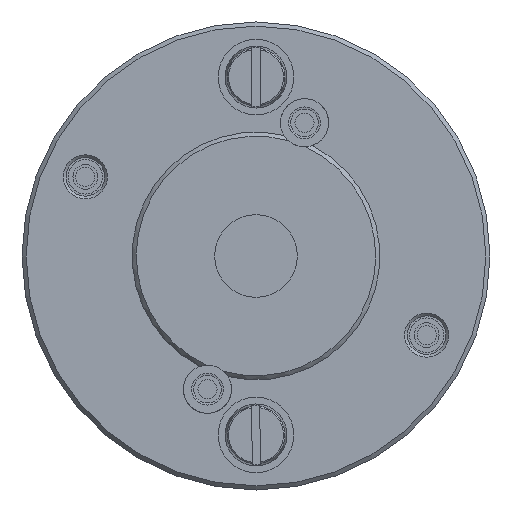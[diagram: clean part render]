
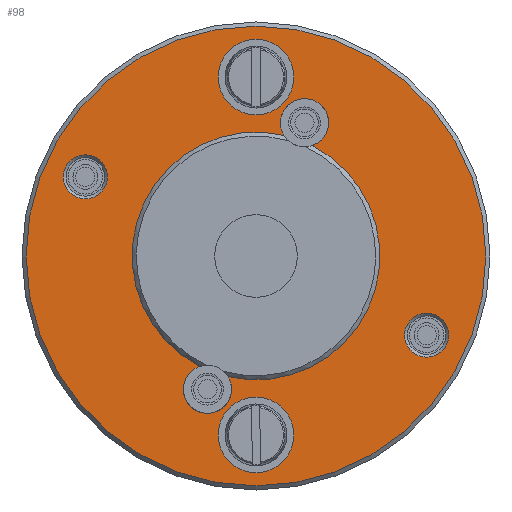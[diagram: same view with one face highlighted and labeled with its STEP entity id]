
A CAD part, left-side view. The second image highlights one B-rep face of the part: STEP entity #98.
In plain terms, the highlighted planar face has unit normal (-1, 0, 0).
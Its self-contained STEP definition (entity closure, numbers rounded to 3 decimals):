
#39 = CIRCLE ( 'NONE', #265, 16.7 ) ;
#85 = ORIENTED_EDGE ( 'NONE', *, *, #2244, .F. ) ;
#98 = ADVANCED_FACE ( 'Defeature ausgef�hrt1_5', ( #1286, #1277, #1274, #1265, #1262, #1250 ), #1248, .T. ) ;
#111 = DIRECTION ( 'NONE',  ( 0., 0., -1. ) ) ;
#122 = DIRECTION ( 'NONE',  ( -1., 0., 0. ) ) ;
#124 = CARTESIAN_POINT ( 'NONE',  ( -8.9, 0., 0. ) ) ;
#196 = DIRECTION ( 'NONE',  ( 0., 0., -1. ) ) ;
#208 = CARTESIAN_POINT ( 'NONE',  ( -8.9, 3.523, -9.679 ) ) ;
#212 = DIRECTION ( 'NONE',  ( -1., 0., 0. ) ) ;
#232 = ORIENTED_EDGE ( 'NONE', *, *, #1942, .F. ) ;
#244 = EDGE_LOOP ( 'NONE', ( #2155 ) ) ;
#265 = AXIS2_PLACEMENT_3D ( 'NONE', #124, #122, #111 ) ;
#312 = VERTEX_POINT ( 'NONE', #559 ) ;
#371 = AXIS2_PLACEMENT_3D ( 'NONE', #1240, #1236, #1220 ) ;
#433 = EDGE_CURVE ( 'NONE', #1307, #1307, #39, .T. ) ;
#470 = EDGE_LOOP ( 'NONE', ( #1703 ) ) ;
#528 = EDGE_CURVE ( 'Defeature ausgef�hrt1_62+Defeature ausgef�hrt1_5+Defeature ausgef�hrt1_3+Defeature ausgef�hrt1_4', #2091, #312, #1385, .T. ) ;
#535 = CARTESIAN_POINT ( 'NONE',  ( -8.9, -12.4, -7.35 ) ) ;
#541 = VERTEX_POINT ( 'NONE', #535 ) ;
#559 = CARTESIAN_POINT ( 'NONE',  ( -8.9, 2.028, -8.768 ) ) ;
#682 = CARTESIAN_POINT ( 'NONE',  ( -8.9, 0., 15.75 ) ) ;
#686 = VERTEX_POINT ( 'NONE', #682 ) ;
#738 = CARTESIAN_POINT ( 'NONE',  ( -8.9, 0., -15.75 ) ) ;
#749 = VERTEX_POINT ( 'NONE', #738 ) ;
#777 = ORIENTED_EDGE ( 'NONE', *, *, #1223, .F. ) ;
#812 = CARTESIAN_POINT ( 'NONE',  ( -8.9, 12.4, 4.15 ) ) ;
#819 = VERTEX_POINT ( 'NONE', #812 ) ;
#843 = EDGE_LOOP ( 'NONE', ( #1576 ) ) ;
#1075 = AXIS2_PLACEMENT_3D ( 'NONE', #2830, #2874, #2858 ) ;
#1171 = CIRCLE ( 'NONE', #1075, 1.75 ) ;
#1220 = DIRECTION ( 'NONE',  ( 0., 0., -1. ) ) ;
#1223 = EDGE_CURVE ( 'Defeature ausgef�hrt1_3+Defeature ausgef�hrt1_5+Defeature ausgef�hrt1_53+Defeature ausgef�hrt1_62', #2286, #2091, #1490, .T. ) ;
#1236 = DIRECTION ( 'NONE',  ( -1., 0., 0. ) ) ;
#1240 = CARTESIAN_POINT ( 'NONE',  ( -8.9, 0., 0. ) ) ;
#1248 = PLANE ( 'NONE',  #371 ) ;
#1249 = EDGE_LOOP ( 'NONE', ( #232 ) ) ;
#1250 = FACE_BOUND ( 'NONE', #2926, .T. ) ;
#1262 = FACE_BOUND ( 'NONE', #1249, .T. ) ;
#1265 = FACE_OUTER_BOUND ( 'NONE', #843, .T. ) ;
#1274 = FACE_BOUND ( 'NONE', #2316, .T. ) ;
#1277 = FACE_BOUND ( 'NONE', #244, .T. ) ;
#1286 = FACE_BOUND ( 'NONE', #470, .T. ) ;
#1297 = CARTESIAN_POINT ( 'NONE',  ( -8.9, 0., -16.7 ) ) ;
#1307 = VERTEX_POINT ( 'NONE', #1297 ) ;
#1370 = ORIENTED_EDGE ( 'NONE', *, *, #2057, .F. ) ;
#1385 = CIRCLE ( 'NONE', #1945, 1.75 ) ;
#1418 = CARTESIAN_POINT ( 'NONE',  ( -8.9, 12.4, 5.75 ) ) ;
#1434 = EDGE_CURVE ( 'NONE', #819, #819, #1494, .T. ) ;
#1435 = DIRECTION ( 'NONE',  ( 1., 0., 0. ) ) ;
#1448 = DIRECTION ( 'NONE',  ( 0., 0., -1. ) ) ;
#1471 = DIRECTION ( 'NONE',  ( 0., 0., 1. ) ) ;
#1477 = DIRECTION ( 'NONE',  ( -1., 0., 0. ) ) ;
#1489 = AXIS2_PLACEMENT_3D ( 'NONE', #1757, #1735, #1730 ) ;
#1490 = CIRCLE ( 'NONE', #1489, 9. ) ;
#1494 = CIRCLE ( 'NONE', #2844, 1.6 ) ;
#1520 = ORIENTED_EDGE ( 'NONE', *, *, #528, .F. ) ;
#1576 = ORIENTED_EDGE ( 'NONE', *, *, #433, .T. ) ;
#1703 = ORIENTED_EDGE ( 'NONE', *, *, #1434, .T. ) ;
#1730 = DIRECTION ( 'NONE',  ( 0., 0., -1. ) ) ;
#1732 = EDGE_CURVE ( 'NONE', #749, #749, #2310, .T. ) ;
#1735 = DIRECTION ( 'NONE',  ( -1., 0., 0. ) ) ;
#1757 = CARTESIAN_POINT ( 'NONE',  ( -8.9, 0., 0. ) ) ;
#1942 = EDGE_CURVE ( 'NONE', #686, #686, #2434, .T. ) ;
#1945 = AXIS2_PLACEMENT_3D ( 'NONE', #208, #212, #196 ) ;
#1984 = DIRECTION ( 'NONE',  ( 0., 0., -1. ) ) ;
#1985 = DIRECTION ( 'NONE',  ( -1., 0., 0. ) ) ;
#2013 = CARTESIAN_POINT ( 'NONE',  ( -8.9, 0., -13. ) ) ;
#2030 = VERTEX_POINT ( 'NONE', #2417 ) ;
#2057 = EDGE_CURVE ( 'Defeature ausgef�hrt1_4+Defeature ausgef�hrt1_5+Defeature ausgef�hrt1_62+Defeature ausgef�hrt1_53', #312, #2030, #2374, .T. ) ;
#2091 = VERTEX_POINT ( 'NONE', #2884 ) ;
#2155 = ORIENTED_EDGE ( 'NONE', *, *, #2605, .T. ) ;
#2193 = CARTESIAN_POINT ( 'NONE',  ( -8.9, 0., 13. ) ) ;
#2244 = EDGE_CURVE ( 'Defeature ausgef�hrt1_53+Defeature ausgef�hrt1_5+Defeature ausgef�hrt1_4+Defeature ausgef�hrt1_3', #2030, #2286, #1171, .T. ) ;
#2261 = ORIENTED_EDGE ( 'NONE', *, *, #1732, .F. ) ;
#2286 = VERTEX_POINT ( 'NONE', #2793 ) ;
#2308 = AXIS2_PLACEMENT_3D ( 'NONE', #2013, #1985, #1984 ) ;
#2310 = CIRCLE ( 'NONE', #2308, 2.75 ) ;
#2316 = EDGE_LOOP ( 'NONE', ( #1370, #1520, #777, #85 ) ) ;
#2374 = CIRCLE ( 'NONE', #2376, 9. ) ;
#2376 = AXIS2_PLACEMENT_3D ( 'NONE', #2488, #2476, #2470 ) ;
#2417 = CARTESIAN_POINT ( 'NONE',  ( -8.9, -4.083, 8.021 ) ) ;
#2434 = CIRCLE ( 'NONE', #2438, 2.75 ) ;
#2438 = AXIS2_PLACEMENT_3D ( 'NONE', #2193, #1477, #1471 ) ;
#2470 = DIRECTION ( 'NONE',  ( 0., 0., -1. ) ) ;
#2476 = DIRECTION ( 'NONE',  ( -1., 0., 0. ) ) ;
#2488 = CARTESIAN_POINT ( 'NONE',  ( -8.9, 0., 0. ) ) ;
#2605 = EDGE_CURVE ( 'NONE', #541, #541, #2673, .T. ) ;
#2673 = CIRCLE ( 'NONE', #2689, 1.6 ) ;
#2679 = DIRECTION ( 'NONE',  ( 0., 0., -1. ) ) ;
#2683 = DIRECTION ( 'NONE',  ( 1., 0., 0. ) ) ;
#2689 = AXIS2_PLACEMENT_3D ( 'NONE', #2693, #2683, #2679 ) ;
#2693 = CARTESIAN_POINT ( 'NONE',  ( -8.9, -12.4, -5.75 ) ) ;
#2793 = CARTESIAN_POINT ( 'NONE',  ( -8.9, -2.028, 8.768 ) ) ;
#2830 = CARTESIAN_POINT ( 'NONE',  ( -8.9, -3.523, 9.679 ) ) ;
#2844 = AXIS2_PLACEMENT_3D ( 'NONE', #1418, #1435, #1448 ) ;
#2858 = DIRECTION ( 'NONE',  ( 0., 0., -1. ) ) ;
#2874 = DIRECTION ( 'NONE',  ( -1., 0., 0. ) ) ;
#2884 = CARTESIAN_POINT ( 'NONE',  ( -8.9, 4.083, -8.021 ) ) ;
#2926 = EDGE_LOOP ( 'NONE', ( #2261 ) ) ;
